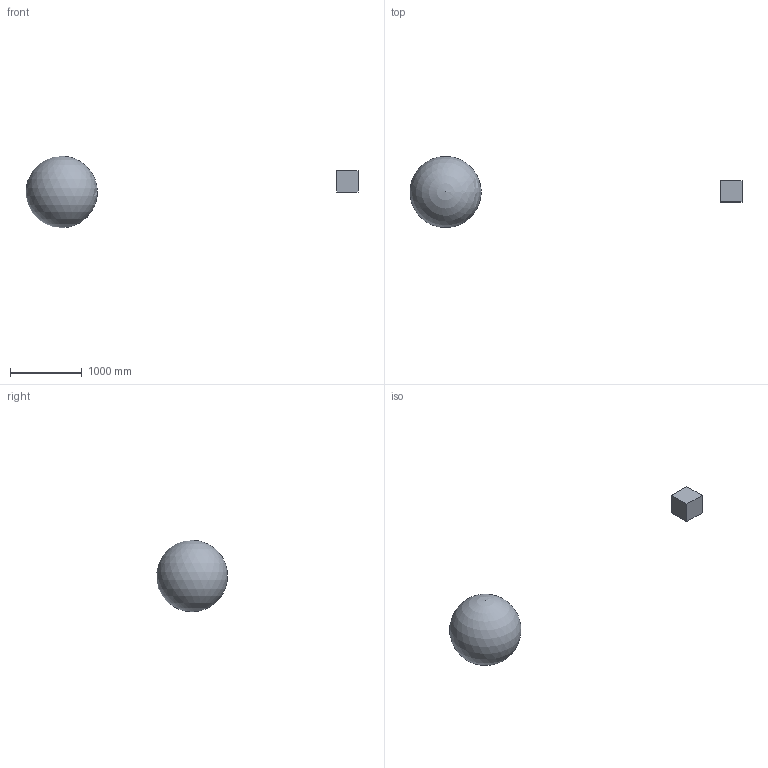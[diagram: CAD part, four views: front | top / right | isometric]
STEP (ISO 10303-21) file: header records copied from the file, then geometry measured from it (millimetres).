
FILE_DESCRIPTION((''), '2;1');
FILE_NAME('', '2024-05-18T07:35:21.853700+02:00', (''), (''), 'step-merger', '', '');
FILE_SCHEMA(('AP203_CONFIGURATION_CONTROLLED_3D_DESIGN_OF_MECHANICAL_PARTS_AND_ASSEMBLIES_MIM_LF { 1 0 10303 403 1 1 4 }'));
Length unit declared in the file: millimetre
Products named in the file (5): Root Node; Cube Node; Sphere Node; cube; (Nicht gespeichert)
Assembly tree (4 placements, depth 3):
  Root Node
    Cube Node
      cube
    Sphere Node
      (Nicht gespeichert)
Bounding box: 4636.35 x 992.71 x 1000 mm (x, y, z)
Volume: 550598775.6 mm3; surface area: 3681592.7 mm2
Topology: 2 solids, 2 shells, 7 faces, 15 edges, 10 vertices
Faces by surface type: plane 6, sphere 1
Entity records: 352 total; most frequent: DIRECTION 52, CARTESIAN_POINT 42, ORIENTED_EDGE 24, AXIS2_PLACEMENT_3D 20, EDGE_CURVE 12, LINE 12, VECTOR 12, VERTEX_POINT 10
